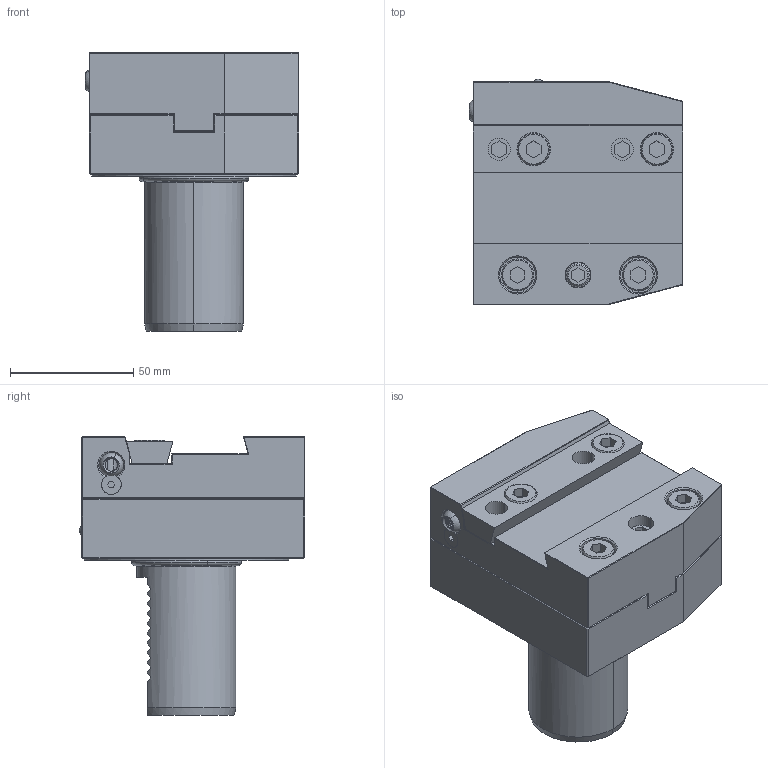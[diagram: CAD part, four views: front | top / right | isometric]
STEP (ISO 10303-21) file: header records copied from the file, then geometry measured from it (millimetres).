
FILE_DESCRIPTION (( 'STEP AP203' ), '1' );
FILE_NAME ('409.66.32.STEP', '2016-11-26T06:41:02', ( '' ), ( '' ), 'SwSTEP 2.0', 'SolidWorks 2012', '' );
FILE_SCHEMA (( 'CONFIG_CONTROL_DESIGN' ));
Length unit declared in the file: millimetre
Products named in the file (12): 2-99.015.0400850A8刀具前座壓條修改; M8xP1.25x16L; M8xP1.25x30L; 409.66.32; 10.5小O型環; 7止水鉚珠; 39.4大O型環; 2-44100006N4出水銅嘴; VDI40_H2_32; 偏心調整轉軸; 皿頭_M4xP0.7x8L; VDI40H2固定刀具前座32
Assembly tree (16 placements, depth 2):
  409.66.32
    VDI40_H2_32
    VDI40H2固定刀具前座32
    皿頭_M4xP0.7x8L
    偏心調整轉軸
    10.5小O型環
    39.4大O型環
    7止水鉚珠
    2-44100006N4出水銅嘴
    M8xP1.25x16L  x5
    2-99.015.0400850A8刀具前座壓條修改
    M8xP1.25x30L  x2
Bounding box: 86.6 x 91.49 x 113.1 mm (x, y, z)
Volume: 414075.6 mm3; surface area: 87656.3 mm2
Topology: 17 solids, 17 shells, 1042 faces, 2733 edges, 1732 vertices
Faces by surface type: cylinder 522, plane 268, cone 181, bspline 34, torus 33, sphere 4
Entity records: 54049 total; most frequent: CARTESIAN_POINT 35163, ORIENTED_EDGE 4042, DIRECTION 3296, EDGE_CURVE 2021, VERTEX_POINT 1278, AXIS2_PLACEMENT_3D 1187, VECTOR 922, LINE 922
